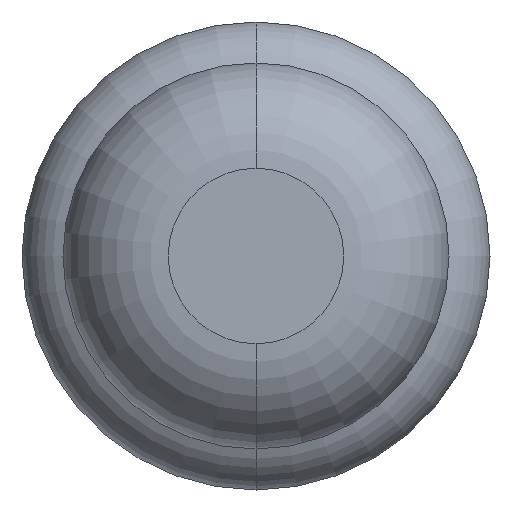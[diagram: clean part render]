
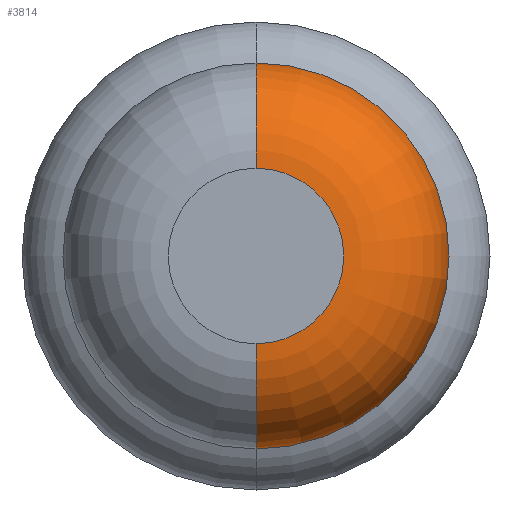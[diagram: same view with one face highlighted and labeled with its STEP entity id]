
A CAD part, front view. The second image highlights one B-rep face of the part: STEP entity #3814.
In plain terms, the highlighted toroidal (fillet/blend) face has major radius 0.375 mm and minor radius 0.45 mm.
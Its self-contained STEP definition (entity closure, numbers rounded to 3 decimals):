
#53 = ORIENTED_EDGE ( 'NONE', *, *, #3824, .F. ) ;
#138 = DIRECTION ( 'NONE',  ( 1., 0., 0. ) ) ;
#218 = VERTEX_POINT ( 'NONE', #2708 ) ;
#285 = AXIS2_PLACEMENT_3D ( 'NONE', #3533, #1337, #979 ) ;
#313 = DIRECTION ( 'NONE',  ( 0., 1., 0. ) ) ;
#356 = VERTEX_POINT ( 'NONE', #1221 ) ;
#387 = CIRCLE ( 'NONE', #2699, 0.825 ) ;
#645 = EDGE_LOOP ( 'NONE', ( #3517, #1242, #2037, #53 ) ) ;
#807 = CARTESIAN_POINT ( 'NONE',  ( 0., -23.55, 0. ) ) ;
#834 = DIRECTION ( 'NONE',  ( 0., 1., 0. ) ) ;
#979 = DIRECTION ( 'NONE',  ( 0., 0., 1. ) ) ;
#1013 = CARTESIAN_POINT ( 'NONE',  ( 0., -24., -0.375 ) ) ;
#1221 = CARTESIAN_POINT ( 'NONE',  ( 0., -23.55, 0.825 ) ) ;
#1242 = ORIENTED_EDGE ( 'NONE', *, *, #2659, .T. ) ;
#1244 = FACE_OUTER_BOUND ( 'NONE', #645, .T. ) ;
#1265 = EDGE_CURVE ( 'Defeature ausgef�hrt1_3+Defeature ausgef�hrt1_2+Defeature ausgef�hrt1_2+Defeature ausgef�hrt1_2', #356, #218, #387, .T. ) ;
#1308 = DIRECTION ( 'NONE',  ( 0., 1., 0. ) ) ;
#1337 = DIRECTION ( 'NONE',  ( -1., 0., 0. ) ) ;
#1371 = VERTEX_POINT ( 'NONE', #1825 ) ;
#1401 = DIRECTION ( 'NONE',  ( 0., 0., -1. ) ) ;
#1434 = EDGE_CURVE ( 'Defeature ausgef�hrt1_2+Defeature ausgef�hrt1_1+Defeature ausgef�hrt1_1+Defeature ausgef�hrt1_1', #1371, #3906, #3852, .T. ) ;
#1549 = AXIS2_PLACEMENT_3D ( 'NONE', #1884, #313, #2805 ) ;
#1652 = AXIS2_PLACEMENT_3D ( 'NONE', #3632, #138, #1401 ) ;
#1811 = CIRCLE ( 'NONE', #285, 0.45 ) ;
#1825 = CARTESIAN_POINT ( 'NONE',  ( 0., -24., 0.375 ) ) ;
#1884 = CARTESIAN_POINT ( 'NONE',  ( 0., -24., 0. ) ) ;
#2037 = ORIENTED_EDGE ( 'NONE', *, *, #1265, .F. ) ;
#2193 = CIRCLE ( 'NONE', #1652, 0.45 ) ;
#2254 = CARTESIAN_POINT ( 'NONE',  ( 0., -23.55, 0. ) ) ;
#2489 = AXIS2_PLACEMENT_3D ( 'NONE', #2254, #1308, #2587 ) ;
#2587 = DIRECTION ( 'NONE',  ( 0., 0., 1. ) ) ;
#2659 = EDGE_CURVE ( 'NONE', #3906, #218, #2193, .T. ) ;
#2699 = AXIS2_PLACEMENT_3D ( 'NONE', #807, #834, #3059 ) ;
#2708 = CARTESIAN_POINT ( 'NONE',  ( 0., -23.55, -0.825 ) ) ;
#2805 = DIRECTION ( 'NONE',  ( 0., 0., 1. ) ) ;
#3059 = DIRECTION ( 'NONE',  ( 0., 0., 1. ) ) ;
#3517 = ORIENTED_EDGE ( 'NONE', *, *, #1434, .T. ) ;
#3533 = CARTESIAN_POINT ( 'NONE',  ( 0., -23.55, 0.375 ) ) ;
#3632 = CARTESIAN_POINT ( 'NONE',  ( 0., -23.55, -0.375 ) ) ;
#3814 = ADVANCED_FACE ( 'Defeature ausgef�hrt1_2', ( #1244 ), #3929, .T. ) ;
#3824 = EDGE_CURVE ( 'NONE', #1371, #356, #1811, .T. ) ;
#3852 = CIRCLE ( 'NONE', #1549, 0.375 ) ;
#3906 = VERTEX_POINT ( 'NONE', #1013 ) ;
#3929 = TOROIDAL_SURFACE ( 'NONE', #2489, 0.375, 0.45 ) ;
